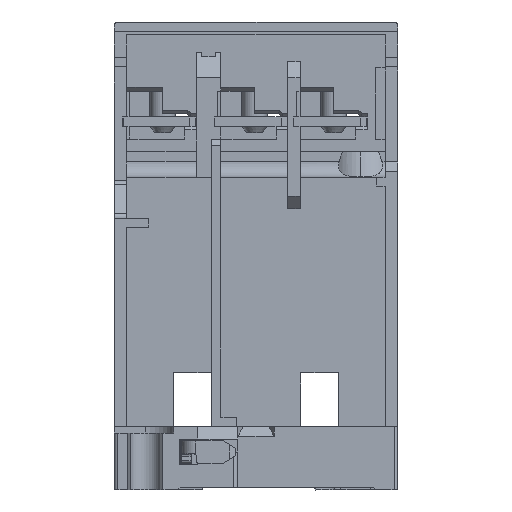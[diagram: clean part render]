
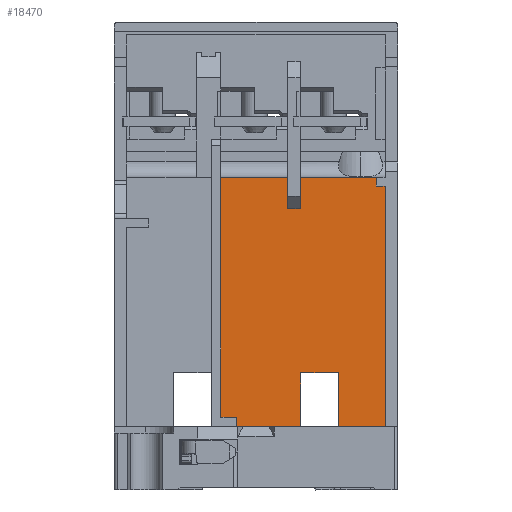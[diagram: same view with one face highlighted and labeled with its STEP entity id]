
A CAD part, front view. The second image highlights one B-rep face of the part: STEP entity #18470.
In plain terms, the highlighted planar face has unit normal (0, -1, 0).
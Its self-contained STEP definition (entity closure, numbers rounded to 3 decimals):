
#246 = CARTESIAN_POINT ( 'NONE',  ( -18.983, 24.577, 6.75 ) ) ;
#803 = LINE ( 'NONE', #32135, #36307 ) ;
#1042 = CARTESIAN_POINT ( 'NONE',  ( -8.883, 24.577, 25.7 ) ) ;
#1286 = VERTEX_POINT ( 'NONE', #10643 ) ;
#1374 = EDGE_CURVE ( 'NONE', #4291, #22580, #6270, .T. ) ;
#1491 = VERTEX_POINT ( 'NONE', #14574 ) ;
#1509 = EDGE_CURVE ( 'NONE', #27147, #30220, #35138, .T. ) ;
#1752 = DIRECTION ( 'NONE',  ( -1., 0., 0. ) ) ;
#1814 = DIRECTION ( 'NONE',  ( 0., 0., 1. ) ) ;
#1925 = LINE ( 'NONE', #16271, #30656 ) ;
#1993 = CARTESIAN_POINT ( 'NONE',  ( -8.883, 24.577, 14.5 ) ) ;
#2207 = ORIENTED_EDGE ( 'NONE', *, *, #27907, .T. ) ;
#2442 = LINE ( 'NONE', #7429, #16554 ) ;
#3256 = DIRECTION ( 'NONE',  ( 0., 0., -1. ) ) ;
#3432 = ORIENTED_EDGE ( 'NONE', *, *, #35412, .F. ) ;
#3647 = DIRECTION ( 'NONE',  ( -1., 0., 0. ) ) ;
#3867 = LINE ( 'NONE', #1042, #34248 ) ;
#3969 = VECTOR ( 'NONE', #28975, 1000. ) ;
#4291 = VERTEX_POINT ( 'NONE', #27051 ) ;
#4623 = DIRECTION ( 'NONE',  ( 0., 0., -1. ) ) ;
#5247 = EDGE_CURVE ( 'NONE', #16454, #35664, #28387, .T. ) ;
#5287 = DIRECTION ( 'NONE',  ( -1., 0., 0. ) ) ;
#5723 = LINE ( 'NONE', #246, #8900 ) ;
#5887 = CARTESIAN_POINT ( 'NONE',  ( -2.883, 24.577, 6. ) ) ;
#6270 = LINE ( 'NONE', #23449, #7974 ) ;
#6610 = ORIENTED_EDGE ( 'NONE', *, *, #27722, .F. ) ;
#6660 = ORIENTED_EDGE ( 'NONE', *, *, #22648, .F. ) ;
#6901 = LINE ( 'NONE', #30127, #16836 ) ;
#7415 = LINE ( 'NONE', #9495, #35968 ) ;
#7429 = CARTESIAN_POINT ( 'NONE',  ( -8.508, 24.577, 6. ) ) ;
#7654 = VERTEX_POINT ( 'NONE', #32940 ) ;
#7735 = CARTESIAN_POINT ( 'NONE',  ( 3.067, 24.577, 45.4 ) ) ;
#7974 = VECTOR ( 'NONE', #26473, 1000. ) ;
#8258 = LINE ( 'NONE', #31467, #31057 ) ;
#8339 = EDGE_LOOP ( 'NONE', ( #37010, #18742, #24583, #27956, #35540, #12938, #6610, #36103, #3432, #24862, #34561, #10646, #17806, #19963, #2207, #6660 ) ) ;
#8900 = VECTOR ( 'NONE', #29124, 1000. ) ;
#9495 = CARTESIAN_POINT ( 'NONE',  ( -8.508, 24.577, 7.5 ) ) ;
#10516 = CARTESIAN_POINT ( 'NONE',  ( -8.983, 24.577, 45.4 ) ) ;
#10622 = VECTOR ( 'NONE', #15185, 1000. ) ;
#10643 = CARTESIAN_POINT ( 'NONE',  ( -18.983, 24.577, 7.5 ) ) ;
#10646 = ORIENTED_EDGE ( 'NONE', *, *, #5247, .F. ) ;
#10759 = EDGE_CURVE ( 'NONE', #13127, #1491, #3867, .T. ) ;
#10984 = CARTESIAN_POINT ( 'NONE',  ( -21.483, 24.577, 25.7 ) ) ;
#11194 = VECTOR ( 'NONE', #4623, 1000. ) ;
#11760 = VERTEX_POINT ( 'NONE', #28008 ) ;
#11761 = VERTEX_POINT ( 'NONE', #21430 ) ;
#12548 = DIRECTION ( 'NONE',  ( 0., 0., -1. ) ) ;
#12574 = FACE_OUTER_BOUND ( 'NONE', #8339, .T. ) ;
#12938 = ORIENTED_EDGE ( 'NONE', *, *, #32870, .F. ) ;
#12943 = CARTESIAN_POINT ( 'NONE',  ( -21.483, 24.577, 6. ) ) ;
#13127 = VERTEX_POINT ( 'NONE', #1993 ) ;
#13367 = CARTESIAN_POINT ( 'NONE',  ( -2.883, 24.577, 14.5 ) ) ;
#14087 = DIRECTION ( 'NONE',  ( 1., 0., 0. ) ) ;
#14574 = CARTESIAN_POINT ( 'NONE',  ( -8.883, 24.577, 6. ) ) ;
#14760 = DIRECTION ( 'NONE',  ( -1., 0., 0. ) ) ;
#15185 = DIRECTION ( 'NONE',  ( 0., 0., -1. ) ) ;
#15198 = VERTEX_POINT ( 'NONE', #35835 ) ;
#15652 = EDGE_CURVE ( 'NONE', #1286, #11760, #5723, .T. ) ;
#15876 = VECTOR ( 'NONE', #20076, 1000. ) ;
#16271 = CARTESIAN_POINT ( 'NONE',  ( 3.767, 24.577, 44. ) ) ;
#16454 = VERTEX_POINT ( 'NONE', #5887 ) ;
#16554 = VECTOR ( 'NONE', #5287, 1000. ) ;
#16836 = VECTOR ( 'NONE', #32760, 1000. ) ;
#17444 = CARTESIAN_POINT ( 'NONE',  ( -8.983, 24.577, 46.861 ) ) ;
#17719 = LINE ( 'NONE', #10984, #33012 ) ;
#17806 = ORIENTED_EDGE ( 'NONE', *, *, #24866, .F. ) ;
#18209 = LINE ( 'NONE', #21043, #10622 ) ;
#18470 = ADVANCED_FACE ( 'NONE', ( #12574 ), #27291, .F. ) ;
#18742 = ORIENTED_EDGE ( 'NONE', *, *, #21920, .T. ) ;
#19485 = VECTOR ( 'NONE', #28954, 1000. ) ;
#19963 = ORIENTED_EDGE ( 'NONE', *, *, #35518, .F. ) ;
#20075 = VERTEX_POINT ( 'NONE', #26980 ) ;
#20076 = DIRECTION ( 'NONE',  ( 0., 0., 1. ) ) ;
#20102 = LINE ( 'NONE', #34825, #3969 ) ;
#21043 = CARTESIAN_POINT ( 'NONE',  ( 4.467, 24.577, 25.7 ) ) ;
#21430 = CARTESIAN_POINT ( 'NONE',  ( 4.467, 24.577, 44. ) ) ;
#21920 = EDGE_CURVE ( 'NONE', #30220, #7654, #22913, .T. ) ;
#21980 = CARTESIAN_POINT ( 'NONE',  ( -10.883, 24.577, 40.4 ) ) ;
#22580 = VERTEX_POINT ( 'NONE', #34213 ) ;
#22648 = EDGE_CURVE ( 'NONE', #27147, #25981, #803, .T. ) ;
#22882 = CARTESIAN_POINT ( 'NONE',  ( 3.067, 24.577, 44. ) ) ;
#22912 = CARTESIAN_POINT ( 'NONE',  ( -2.883, 24.577, 25.7 ) ) ;
#22913 = LINE ( 'NONE', #17444, #19485 ) ;
#23187 = DIRECTION ( 'NONE',  ( 0., 0., 1. ) ) ;
#23449 = CARTESIAN_POINT ( 'NONE',  ( -8.508, 24.577, 45.4 ) ) ;
#24465 = DIRECTION ( 'NONE',  ( 0., 1., 0. ) ) ;
#24583 = ORIENTED_EDGE ( 'NONE', *, *, #25309, .F. ) ;
#24862 = ORIENTED_EDGE ( 'NONE', *, *, #10759, .F. ) ;
#24866 = EDGE_CURVE ( 'NONE', #15198, #16454, #2442, .T. ) ;
#25309 = EDGE_CURVE ( 'NONE', #26622, #7654, #8258, .T. ) ;
#25981 = VERTEX_POINT ( 'NONE', #22882 ) ;
#26043 = VECTOR ( 'NONE', #14760, 1000. ) ;
#26473 = DIRECTION ( 'NONE',  ( 1., 0., 0. ) ) ;
#26559 = EDGE_CURVE ( 'NONE', #22580, #26622, #30674, .T. ) ;
#26622 = VERTEX_POINT ( 'NONE', #21980 ) ;
#26980 = CARTESIAN_POINT ( 'NONE',  ( -21.483, 24.577, 7.5 ) ) ;
#27051 = CARTESIAN_POINT ( 'NONE',  ( -21.483, 24.577, 45.4 ) ) ;
#27147 = VERTEX_POINT ( 'NONE', #7735 ) ;
#27291 = PLANE ( 'NONE',  #28439 ) ;
#27722 = EDGE_CURVE ( 'NONE', #1286, #20075, #7415, .T. ) ;
#27907 = EDGE_CURVE ( 'NONE', #11761, #25981, #1925, .T. ) ;
#27956 = ORIENTED_EDGE ( 'NONE', *, *, #26559, .F. ) ;
#28008 = CARTESIAN_POINT ( 'NONE',  ( -18.983, 24.577, 6. ) ) ;
#28387 = LINE ( 'NONE', #22912, #15876 ) ;
#28439 = AXIS2_PLACEMENT_3D ( 'NONE', #12943, #24465, #1814 ) ;
#28954 = DIRECTION ( 'NONE',  ( 0., 0., -1. ) ) ;
#28975 = DIRECTION ( 'NONE',  ( -1., 0., 0. ) ) ;
#29117 = CARTESIAN_POINT ( 'NONE',  ( -2.258, 24.577, 45.4 ) ) ;
#29124 = DIRECTION ( 'NONE',  ( 0., 0., -1. ) ) ;
#29422 = EDGE_CURVE ( 'NONE', #35664, #13127, #6901, .T. ) ;
#30127 = CARTESIAN_POINT ( 'NONE',  ( -8.508, 24.577, 14.5 ) ) ;
#30220 = VERTEX_POINT ( 'NONE', #10516 ) ;
#30656 = VECTOR ( 'NONE', #1752, 1000. ) ;
#30674 = LINE ( 'NONE', #34028, #11194 ) ;
#31057 = VECTOR ( 'NONE', #14087, 1000. ) ;
#31467 = CARTESIAN_POINT ( 'NONE',  ( -8.508, 24.577, 40.4 ) ) ;
#32135 = CARTESIAN_POINT ( 'NONE',  ( 3.067, 24.577, 25.7 ) ) ;
#32760 = DIRECTION ( 'NONE',  ( -1., 0., 0. ) ) ;
#32870 = EDGE_CURVE ( 'NONE', #20075, #4291, #17719, .T. ) ;
#32940 = CARTESIAN_POINT ( 'NONE',  ( -8.983, 24.577, 40.4 ) ) ;
#33012 = VECTOR ( 'NONE', #23187, 1000. ) ;
#34028 = CARTESIAN_POINT ( 'NONE',  ( -10.883, 24.577, 25.7 ) ) ;
#34213 = CARTESIAN_POINT ( 'NONE',  ( -10.883, 24.577, 45.4 ) ) ;
#34248 = VECTOR ( 'NONE', #12548, 1000. ) ;
#34561 = ORIENTED_EDGE ( 'NONE', *, *, #29422, .F. ) ;
#34825 = CARTESIAN_POINT ( 'NONE',  ( -8.508, 24.577, 6. ) ) ;
#35138 = LINE ( 'NONE', #29117, #26043 ) ;
#35412 = EDGE_CURVE ( 'NONE', #1491, #11760, #20102, .T. ) ;
#35518 = EDGE_CURVE ( 'NONE', #11761, #15198, #18209, .T. ) ;
#35540 = ORIENTED_EDGE ( 'NONE', *, *, #1374, .F. ) ;
#35664 = VERTEX_POINT ( 'NONE', #13367 ) ;
#35835 = CARTESIAN_POINT ( 'NONE',  ( 4.467, 24.577, 6. ) ) ;
#35968 = VECTOR ( 'NONE', #3647, 1000. ) ;
#36103 = ORIENTED_EDGE ( 'NONE', *, *, #15652, .T. ) ;
#36307 = VECTOR ( 'NONE', #3256, 1000. ) ;
#37010 = ORIENTED_EDGE ( 'NONE', *, *, #1509, .T. ) ;
